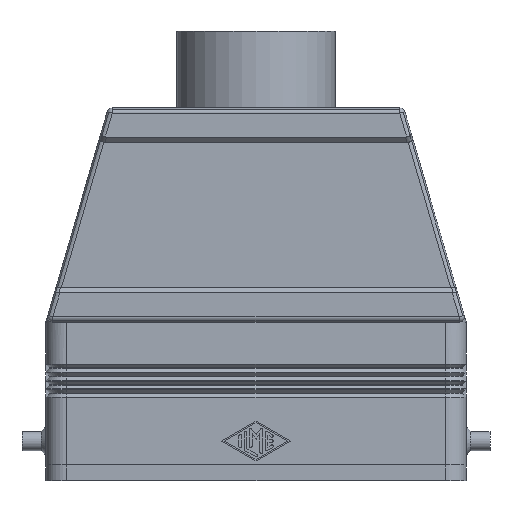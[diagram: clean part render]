
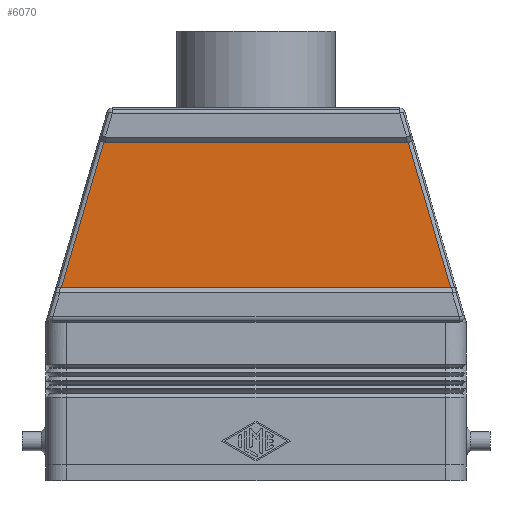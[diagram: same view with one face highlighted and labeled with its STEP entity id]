
A CAD part, front view. The second image highlights one B-rep face of the part: STEP entity #6070.
In plain terms, the highlighted planar face has unit normal (0, -1, 0).
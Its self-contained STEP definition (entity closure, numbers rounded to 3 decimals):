
#723=CARTESIAN_POINT('',(-28.786,-17.,63.992));
#724=VERTEX_POINT('',#723);
#732=CARTESIAN_POINT('',(-28.588,-17.,63.964));
#733=VERTEX_POINT('',#732);
#734=CARTESIAN_POINT('',(-28.382,-17.,65.378));
#735=DIRECTION('',(0.,-1.0,0.));
#736=DIRECTION('',(-0.28,0.,-0.96));
#737=AXIS2_PLACEMENT_3D('',#734,#735,#736);
#738=ELLIPSE('',#737,1.444,1.0);
#739=EDGE_CURVE('',#724,#733,#738,.T.);
#1245=CARTESIAN_POINT('',(28.588,-17.,63.964));
#1246=VERTEX_POINT('',#1245);
#1253=CARTESIAN_POINT('',(28.786,-17.,63.992));
#1254=VERTEX_POINT('',#1253);
#1255=CARTESIAN_POINT('',(28.382,-17.,65.378));
#1256=DIRECTION('',(0.0,-1.0,0.0));
#1257=DIRECTION('',(0.28,0.0,-0.96));
#1258=AXIS2_PLACEMENT_3D('',#1255,#1256,#1257);
#1259=ELLIPSE('',#1258,1.444,1.0);
#1260=EDGE_CURVE('',#1246,#1254,#1259,.T.);
#1395=CARTESIAN_POINT('',(36.801,-17.,36.536));
#1396=VERTEX_POINT('',#1395);
#1397=CARTESIAN_POINT('',(28.786,-17.,63.992));
#1398=DIRECTION('',(0.28,0.0,-0.96));
#1399=VECTOR('',#1398,28.602);
#1400=LINE('',#1397,#1399);
#1401=EDGE_CURVE('',#1254,#1396,#1400,.T.);
#1486=CARTESIAN_POINT('',(-36.801,-17.,36.536));
#1487=VERTEX_POINT('',#1486);
#1495=CARTESIAN_POINT('',(-36.801,-17.,36.536));
#1496=DIRECTION('',(0.28,0.0,0.96));
#1497=VECTOR('',#1496,28.602);
#1498=LINE('',#1495,#1497);
#1499=EDGE_CURVE('',#1487,#724,#1498,.T.);
#6034=CARTESIAN_POINT('',(36.801,-17.,36.536));
#6035=DIRECTION('',(-1.0,0.0,0.0));
#6036=VECTOR('',#6035,73.601);
#6037=LINE('',#6034,#6036);
#6038=EDGE_CURVE('',#1396,#1487,#6037,.T.);
#6052=CARTESIAN_POINT('',(0.0,-17.,36.536));
#6053=DIRECTION('',(0.0,1.0,0.0));
#6054=DIRECTION('',(0.0,0.0,1.0));
#6055=AXIS2_PLACEMENT_3D('',#6052,#6053,#6054);
#6056=PLANE('',#6055);
#6057=ORIENTED_EDGE('',*,*,#1401,.F.);
#6058=ORIENTED_EDGE('',*,*,#1260,.F.);
#6059=CARTESIAN_POINT('',(28.588,-17.,63.964));
#6060=DIRECTION('',(-1.0,0.0,0.0));
#6061=VECTOR('',#6060,57.176);
#6062=LINE('',#6059,#6061);
#6063=EDGE_CURVE('',#1246,#733,#6062,.T.);
#6064=ORIENTED_EDGE('',*,*,#6063,.T.);
#6065=ORIENTED_EDGE('',*,*,#739,.F.);
#6066=ORIENTED_EDGE('',*,*,#1499,.F.);
#6067=ORIENTED_EDGE('',*,*,#6038,.F.);
#6068=EDGE_LOOP('',(#6057,#6058,#6064,#6065,#6066,#6067));
#6069=FACE_OUTER_BOUND('',#6068,.T.);
#6070=ADVANCED_FACE('',(#6069),#6056,.F.);
